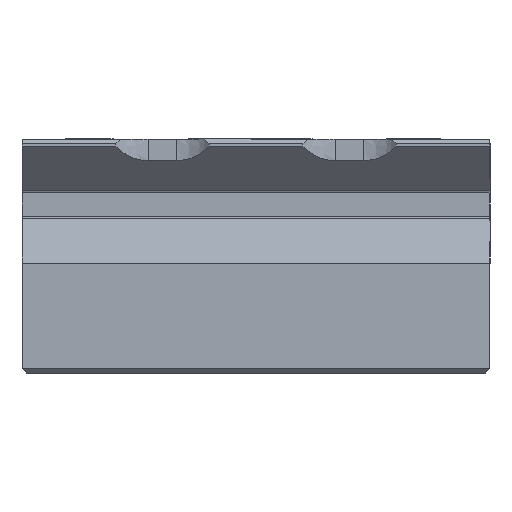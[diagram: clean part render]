
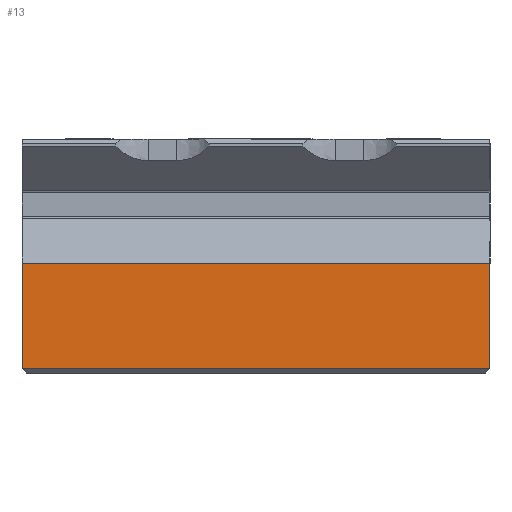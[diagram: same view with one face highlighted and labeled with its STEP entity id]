
A CAD part, left-side view. The second image highlights one B-rep face of the part: STEP entity #13.
In plain terms, the highlighted planar face has unit normal (-1, 0, 0).
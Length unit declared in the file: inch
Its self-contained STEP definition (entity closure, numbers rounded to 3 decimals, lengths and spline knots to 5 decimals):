
#13 = ADVANCED_FACE ( 'NONE', ( #437 ), #372, .F. ) ;
#39 = ORIENTED_EDGE ( 'NONE', *, *, #97, .F. ) ;
#55 = EDGE_CURVE ( 'NONE', #1440, #1814, #538, .T. ) ;
#59 = ORIENTED_EDGE ( 'NONE', *, *, #66, .T. ) ;
#66 = EDGE_CURVE ( 'NONE', #620, #1814, #1656, .T. ) ;
#97 = EDGE_CURVE ( 'NONE', #620, #726, #2214, .T. ) ;
#135 = CARTESIAN_POINT ( 'NONE',  ( -0.5, 0.5, -0.49 ) ) ;
#230 = CARTESIAN_POINT ( 'NONE',  ( -0.5, -0.5, -0.49 ) ) ;
#259 = CARTESIAN_POINT ( 'NONE',  ( -0.5, 0.5, -0.265 ) ) ;
#372 = PLANE ( 'NONE',  #939 ) ;
#437 = FACE_OUTER_BOUND ( 'NONE', #1482, .T. ) ;
#446 = VECTOR ( 'NONE', #463, 39.37008 ) ;
#447 = CARTESIAN_POINT ( 'NONE',  ( -0.5, -0.5, -0.49 ) ) ;
#457 = CARTESIAN_POINT ( 'NONE',  ( -0.5, 0.5, -0.49 ) ) ;
#463 = DIRECTION ( 'NONE',  ( 0., 0., -1. ) ) ;
#538 = B_SPLINE_CURVE_WITH_KNOTS ( 'NONE', 1,
 ( #657, #616 ),
 .UNSPECIFIED., .F., .F.,
 ( 2, 2 ),
 ( 0., 1. ),
 .UNSPECIFIED. ) ;
#616 = CARTESIAN_POINT ( 'NONE',  ( -0.5, -0.5, -0.265 ) ) ;
#620 = VERTEX_POINT ( 'NONE', #230 ) ;
#657 = CARTESIAN_POINT ( 'NONE',  ( -0.5, 0.5, -0.265 ) ) ;
#726 = VERTEX_POINT ( 'NONE', #135 ) ;
#754 = CARTESIAN_POINT ( 'NONE',  ( -0.5, -0.5, -0.265 ) ) ;
#806 = CARTESIAN_POINT ( 'NONE',  ( -0.5, -0.5, -0.245 ) ) ;
#813 = DIRECTION ( 'NONE',  ( 0., 0., 1. ) ) ;
#917 = DIRECTION ( 'NONE',  ( 0., 1., 0. ) ) ;
#939 = AXIS2_PLACEMENT_3D ( 'NONE', #1763, #1958, #917 ) ;
#946 = LINE ( 'NONE', #1165, #446 ) ;
#1165 = CARTESIAN_POINT ( 'NONE',  ( -0.5, 0.5, -0.245 ) ) ;
#1367 = ORIENTED_EDGE ( 'NONE', *, *, #1860, .T. ) ;
#1440 = VERTEX_POINT ( 'NONE', #259 ) ;
#1482 = EDGE_LOOP ( 'NONE', ( #39, #59, #2159, #1367 ) ) ;
#1488 = VECTOR ( 'NONE', #813, 39.37008 ) ;
#1656 = LINE ( 'NONE', #806, #1488 ) ;
#1763 = CARTESIAN_POINT ( 'NONE',  ( -0.5, -0.5, -0.49 ) ) ;
#1814 = VERTEX_POINT ( 'NONE', #754 ) ;
#1860 = EDGE_CURVE ( 'NONE', #1440, #726, #946, .T. ) ;
#1958 = DIRECTION ( 'NONE',  ( 1., 0., 0. ) ) ;
#2159 = ORIENTED_EDGE ( 'NONE', *, *, #55, .F. ) ;
#2214 = B_SPLINE_CURVE_WITH_KNOTS ( 'NONE', 1,
 ( #447, #457 ),
 .UNSPECIFIED., .F., .F.,
 ( 2, 2 ),
 ( 0., 1. ),
 .UNSPECIFIED. ) ;
